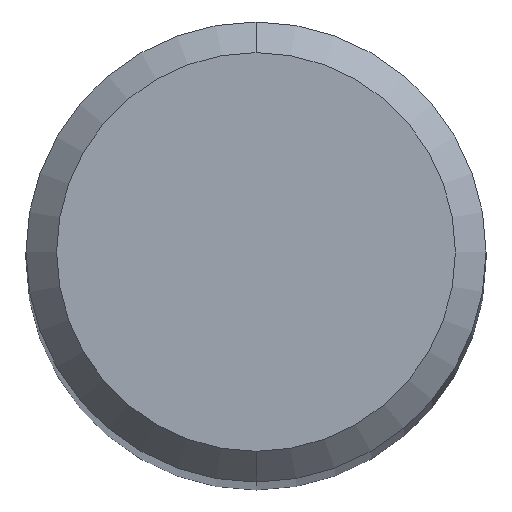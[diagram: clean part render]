
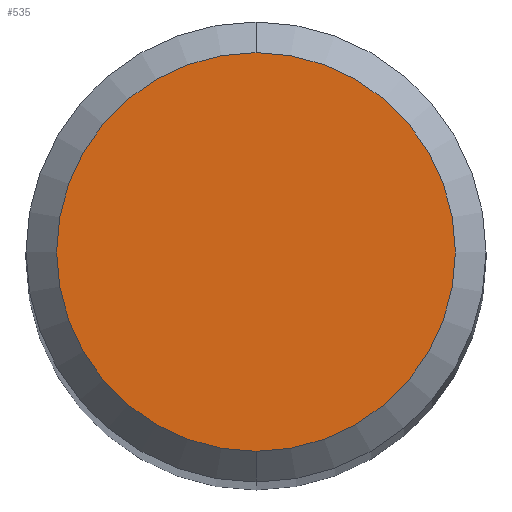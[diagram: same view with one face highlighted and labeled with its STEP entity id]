
A CAD part, top view. The second image highlights one B-rep face of the part: STEP entity #535.
In plain terms, the highlighted planar face has unit normal (0, 0, 1).
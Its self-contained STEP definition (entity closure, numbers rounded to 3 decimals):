
#363=VERTEX_POINT('',#923);
#535=ADVANCED_FACE('',(#1108),#1109,.T.);
#677=VERTEX_POINT('',#1266);
#681=EDGE_CURVE('',#677,#363,#1270,.T.);
#729=EDGE_CURVE('',#363,#677,#1323,.T.);
#923=CARTESIAN_POINT('',(0.,-2.6,0.0));
#1108=FACE_OUTER_BOUND('',#2833,.T.);
#1109=PLANE('',#2834);
#1266=CARTESIAN_POINT('',(0.0,2.6,0.0));
#1270=CIRCLE('',#3604,2.6);
#1323=CIRCLE('',#3782,2.6);
#2833=EDGE_LOOP('',(#4496,#4497));
#2834=AXIS2_PLACEMENT_3D('',#4498,#4499,#4500);
#3604=AXIS2_PLACEMENT_3D('',#4694,#4695,#4696);
#3782=AXIS2_PLACEMENT_3D('',#4748,#4749,#4750);
#4496=ORIENTED_EDGE('',*,*,#681,.F.);
#4497=ORIENTED_EDGE('',*,*,#729,.F.);
#4498=CARTESIAN_POINT('',(0.0,1.3,0.0));
#4499=DIRECTION('',(-0.0,0.0,1.0));
#4500=DIRECTION('',(0.0,-1.0,0.0));
#4694=CARTESIAN_POINT('',(0.0,0.0,0.0));
#4695=DIRECTION('',(0.0,0.0,-1.0));
#4696=DIRECTION('',(0.0,1.0,0.0));
#4748=CARTESIAN_POINT('',(0.0,0.0,0.0));
#4749=DIRECTION('',(0.0,0.0,-1.0));
#4750=DIRECTION('',(0.0,1.0,0.0));
